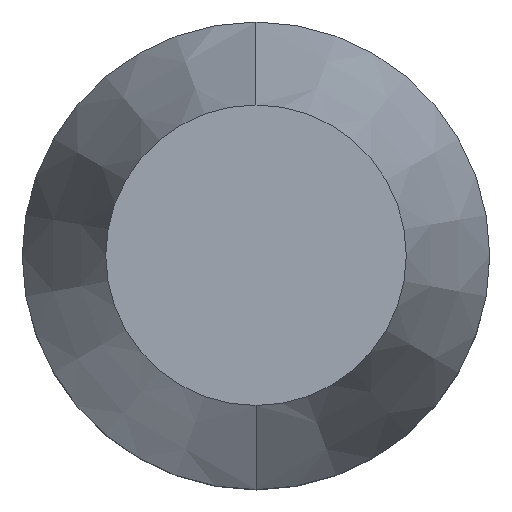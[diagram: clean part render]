
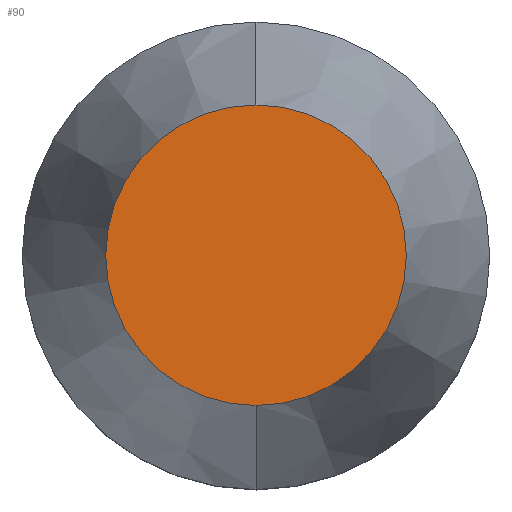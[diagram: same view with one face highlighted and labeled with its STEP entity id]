
A CAD part, top view. The second image highlights one B-rep face of the part: STEP entity #90.
In plain terms, the highlighted planar face has unit normal (0, 0, 1).
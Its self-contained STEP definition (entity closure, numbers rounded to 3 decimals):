
#72=VERTEX_POINT('',#177);
#90=ADVANCED_FACE('',(#197),#198,.T.);
#102=EDGE_CURVE('',#72,#142,#213,.T.);
#138=EDGE_CURVE('',#142,#72,#253,.T.);
#142=VERTEX_POINT('',#258);
#177=CARTESIAN_POINT('',(0.,1.928,7.));
#197=FACE_OUTER_BOUND('',#310,.T.);
#198=PLANE('',#311);
#213=CIRCLE('',#328,1.928);
#253=CIRCLE('',#380,1.928);
#258=CARTESIAN_POINT('',(0.,-1.928,7.));
#310=EDGE_LOOP('',(#439,#440));
#311=AXIS2_PLACEMENT_3D('',#441,#442,#443);
#328=AXIS2_PLACEMENT_3D('',#463,#464,#465);
#380=AXIS2_PLACEMENT_3D('',#515,#516,#517);
#439=ORIENTED_EDGE('',*,*,#138,.T.);
#440=ORIENTED_EDGE('',*,*,#102,.T.);
#441=CARTESIAN_POINT('',(0.,-0.964,7.));
#442=DIRECTION('',(0.0,0.0,1.0));
#443=DIRECTION('',(0.,-1.0,0.0));
#463=CARTESIAN_POINT('',(0.,0.,7.));
#464=DIRECTION('',(0.0,0.0,1.0));
#465=DIRECTION('',(0.,-1.0,0.0));
#515=CARTESIAN_POINT('',(0.,0.,7.));
#516=DIRECTION('',(0.0,0.0,1.0));
#517=DIRECTION('',(0.,-1.0,0.0));
